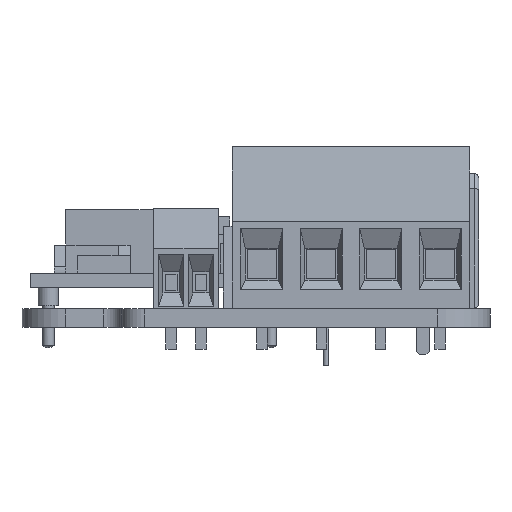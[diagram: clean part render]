
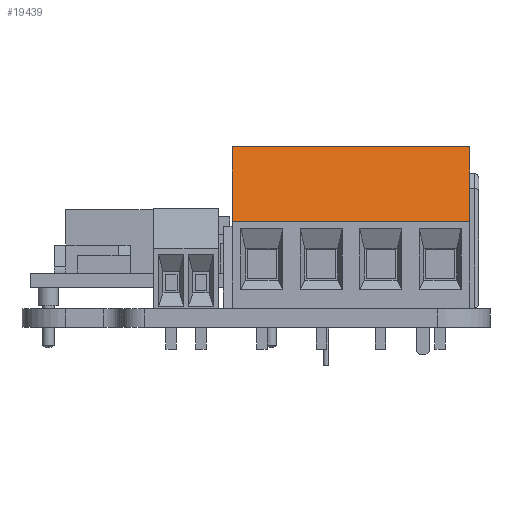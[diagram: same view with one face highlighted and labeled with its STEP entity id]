
A CAD part, front view. The second image highlights one B-rep face of the part: STEP entity #19439.
In plain terms, the highlighted planar face has unit normal (0, -0.974, 0.228).
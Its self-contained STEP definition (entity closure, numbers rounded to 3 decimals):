
#19132 = EDGE_CURVE('',#19133,#19135,#19137,.T.);
#19133 = VERTEX_POINT('',#19134);
#19134 = CARTESIAN_POINT('',(-2.54,-2.6,13.8));
#19135 = VERTEX_POINT('',#19136);
#19136 = CARTESIAN_POINT('',(-2.54,-4.1,7.4));
#19137 = SURFACE_CURVE('',#19138,(#19142,#19154),.PCURVE_S1.);
#19138 = LINE('',#19139,#19140);
#19139 = CARTESIAN_POINT('',(-2.54,-2.6,13.8));
#19140 = VECTOR('',#19141,1.);
#19141 = DIRECTION('',(0.,-0.228,-0.974));
#19142 = PCURVE('',#19143,#19148);
#19143 = PLANE('',#19144);
#19144 = AXIS2_PLACEMENT_3D('',#19145,#19146,#19147);
#19145 = CARTESIAN_POINT('',(-2.54,0.3,6.9));
#19146 = DIRECTION('',(1.,0.,0.));
#19147 = DIRECTION('',(0.,0.,1.));
#19148 = DEFINITIONAL_REPRESENTATION('',(#19149),#19153);
#19149 = LINE('',#19150,#19151);
#19150 = CARTESIAN_POINT('',(6.9,2.9));
#19151 = VECTOR('',#19152,1.);
#19152 = DIRECTION('',(-0.974,0.228));
#19153 = ( GEOMETRIC_REPRESENTATION_CONTEXT(2) 
PARAMETRIC_REPRESENTATION_CONTEXT() REPRESENTATION_CONTEXT('2D SPACE',''
  ) );
#19154 = PCURVE('',#19155,#19160);
#19155 = PLANE('',#19156);
#19156 = AXIS2_PLACEMENT_3D('',#19157,#19158,#19159);
#19157 = CARTESIAN_POINT('',(-2.54,-2.6,13.8));
#19158 = DIRECTION('',(0.,0.974,-0.228));
#19159 = DIRECTION('',(0.,-0.228,-0.974));
#19160 = DEFINITIONAL_REPRESENTATION('',(#19161),#19165);
#19161 = LINE('',#19162,#19163);
#19162 = CARTESIAN_POINT('',(0.,0.));
#19163 = VECTOR('',#19164,1.);
#19164 = DIRECTION('',(1.,0.));
#19165 = ( GEOMETRIC_REPRESENTATION_CONTEXT(2) 
PARAMETRIC_REPRESENTATION_CONTEXT() REPRESENTATION_CONTEXT('2D SPACE',''
  ) );
#19183 = PLANE('',#19184);
#19184 = AXIS2_PLACEMENT_3D('',#19185,#19186,#19187);
#19185 = CARTESIAN_POINT('',(-2.54,-4.1,7.4));
#19186 = DIRECTION('',(0.,0.,-1.));
#19187 = DIRECTION('',(0.,-1.,0.));
#19428 = PLANE('',#19429);
#19429 = AXIS2_PLACEMENT_3D('',#19430,#19431,#19432);
#19430 = CARTESIAN_POINT('',(-2.54,5.2,13.8));
#19431 = DIRECTION('',(0.,0.,-1.));
#19432 = DIRECTION('',(0.,-1.,0.));
#19439 = ADVANCED_FACE('',(#19440),#19155,.F.);
#19440 = FACE_BOUND('',#19441,.F.);
#19441 = EDGE_LOOP('',(#19442,#19465,#19493,#19514));
#19442 = ORIENTED_EDGE('',*,*,#19443,.T.);
#19443 = EDGE_CURVE('',#19133,#19444,#19446,.T.);
#19444 = VERTEX_POINT('',#19445);
#19445 = CARTESIAN_POINT('',(17.78,-2.6,13.8));
#19446 = SURFACE_CURVE('',#19447,(#19451,#19458),.PCURVE_S1.);
#19447 = LINE('',#19448,#19449);
#19448 = CARTESIAN_POINT('',(-2.54,-2.6,13.8));
#19449 = VECTOR('',#19450,1.);
#19450 = DIRECTION('',(1.,0.,0.));
#19451 = PCURVE('',#19155,#19452);
#19452 = DEFINITIONAL_REPRESENTATION('',(#19453),#19457);
#19453 = LINE('',#19454,#19455);
#19454 = CARTESIAN_POINT('',(0.,0.));
#19455 = VECTOR('',#19456,1.);
#19456 = DIRECTION('',(0.,-1.));
#19457 = ( GEOMETRIC_REPRESENTATION_CONTEXT(2) 
PARAMETRIC_REPRESENTATION_CONTEXT() REPRESENTATION_CONTEXT('2D SPACE',''
  ) );
#19458 = PCURVE('',#19428,#19459);
#19459 = DEFINITIONAL_REPRESENTATION('',(#19460),#19464);
#19460 = LINE('',#19461,#19462);
#19461 = CARTESIAN_POINT('',(7.8,0.));
#19462 = VECTOR('',#19463,1.);
#19463 = DIRECTION('',(0.,-1.));
#19464 = ( GEOMETRIC_REPRESENTATION_CONTEXT(2) 
PARAMETRIC_REPRESENTATION_CONTEXT() REPRESENTATION_CONTEXT('2D SPACE',''
  ) );
#19465 = ORIENTED_EDGE('',*,*,#19466,.T.);
#19466 = EDGE_CURVE('',#19444,#19467,#19469,.T.);
#19467 = VERTEX_POINT('',#19468);
#19468 = CARTESIAN_POINT('',(17.78,-4.1,7.4));
#19469 = SURFACE_CURVE('',#19470,(#19474,#19481),.PCURVE_S1.);
#19470 = LINE('',#19471,#19472);
#19471 = CARTESIAN_POINT('',(17.78,-2.6,13.8));
#19472 = VECTOR('',#19473,1.);
#19473 = DIRECTION('',(0.,-0.228,-0.974));
#19474 = PCURVE('',#19155,#19475);
#19475 = DEFINITIONAL_REPRESENTATION('',(#19476),#19480);
#19476 = LINE('',#19477,#19478);
#19477 = CARTESIAN_POINT('',(0.,-20.32));
#19478 = VECTOR('',#19479,1.);
#19479 = DIRECTION('',(1.,0.));
#19480 = ( GEOMETRIC_REPRESENTATION_CONTEXT(2) 
PARAMETRIC_REPRESENTATION_CONTEXT() REPRESENTATION_CONTEXT('2D SPACE',''
  ) );
#19481 = PCURVE('',#19482,#19487);
#19482 = PLANE('',#19483);
#19483 = AXIS2_PLACEMENT_3D('',#19484,#19485,#19486);
#19484 = CARTESIAN_POINT('',(17.78,0.3,6.9));
#19485 = DIRECTION('',(1.,0.,0.));
#19486 = DIRECTION('',(0.,0.,1.));
#19487 = DEFINITIONAL_REPRESENTATION('',(#19488),#19492);
#19488 = LINE('',#19489,#19490);
#19489 = CARTESIAN_POINT('',(6.9,2.9));
#19490 = VECTOR('',#19491,1.);
#19491 = DIRECTION('',(-0.974,0.228));
#19492 = ( GEOMETRIC_REPRESENTATION_CONTEXT(2) 
PARAMETRIC_REPRESENTATION_CONTEXT() REPRESENTATION_CONTEXT('2D SPACE',''
  ) );
#19493 = ORIENTED_EDGE('',*,*,#19494,.F.);
#19494 = EDGE_CURVE('',#19135,#19467,#19495,.T.);
#19495 = SURFACE_CURVE('',#19496,(#19500,#19507),.PCURVE_S1.);
#19496 = LINE('',#19497,#19498);
#19497 = CARTESIAN_POINT('',(-2.54,-4.1,7.4));
#19498 = VECTOR('',#19499,1.);
#19499 = DIRECTION('',(1.,0.,0.));
#19500 = PCURVE('',#19155,#19501);
#19501 = DEFINITIONAL_REPRESENTATION('',(#19502),#19506);
#19502 = LINE('',#19503,#19504);
#19503 = CARTESIAN_POINT('',(6.573,0.));
#19504 = VECTOR('',#19505,1.);
#19505 = DIRECTION('',(0.,-1.));
#19506 = ( GEOMETRIC_REPRESENTATION_CONTEXT(2) 
PARAMETRIC_REPRESENTATION_CONTEXT() REPRESENTATION_CONTEXT('2D SPACE',''
  ) );
#19507 = PCURVE('',#19183,#19508);
#19508 = DEFINITIONAL_REPRESENTATION('',(#19509),#19513);
#19509 = LINE('',#19510,#19511);
#19510 = CARTESIAN_POINT('',(0.,-0.));
#19511 = VECTOR('',#19512,1.);
#19512 = DIRECTION('',(0.,-1.));
#19513 = ( GEOMETRIC_REPRESENTATION_CONTEXT(2) 
PARAMETRIC_REPRESENTATION_CONTEXT() REPRESENTATION_CONTEXT('2D SPACE',''
  ) );
#19514 = ORIENTED_EDGE('',*,*,#19132,.F.);
